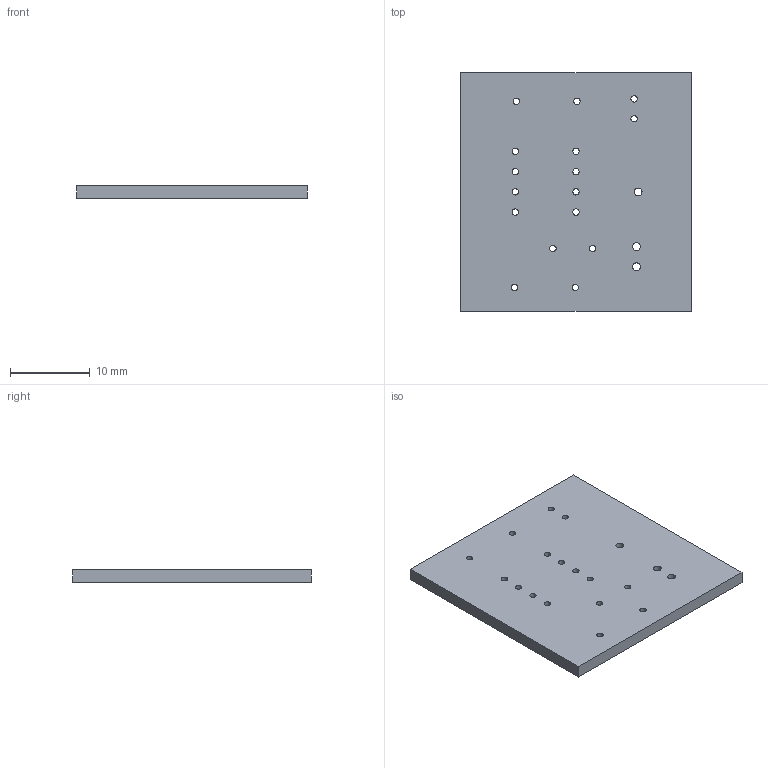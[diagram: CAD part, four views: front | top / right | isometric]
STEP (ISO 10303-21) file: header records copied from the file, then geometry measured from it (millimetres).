
FILE_DESCRIPTION(('KiCad electronic assembly'),'2;1');
FILE_NAME('555-test.step','2022-07-15T15:52:24',('An Author'),( 'A Company'),'Open CASCADE STEP processor 7.3', 'KiCad to STEP converter','Unknown');
FILE_SCHEMA(('AUTOMOTIVE_DESIGN { 1 0 10303 214 1 1 1 1 }'));
Length unit declared in the file: millimetre
Products named in the file (2): Open CASCADE STEP translator 7.3 1; COMPOUND
Assembly tree (1 placements, depth 2):
  Open CASCADE STEP translator 7.3 1
    COMPOUND
Bounding box: 29 x 30 x 1.6 mm (x, y, z)
Volume: 1375.4 mm3; surface area: 1987.4 mm2
Topology: 1 solids, 1 shells, 25 faces, 69 edges, 46 vertices
Faces by surface type: cylinder 19, plane 6
Full cylindrical faces by diameter (mm): 0.8 x16, 1 x3
Entity records: 1955 total; most frequent: CARTESIAN_POINT 508, DIRECTION 261, ORIENTED_EDGE 138, PCURVE 138, DEFINITIONAL_REPRESENTATION 138, LINE 131, VECTOR 131, EDGE_CURVE 69
